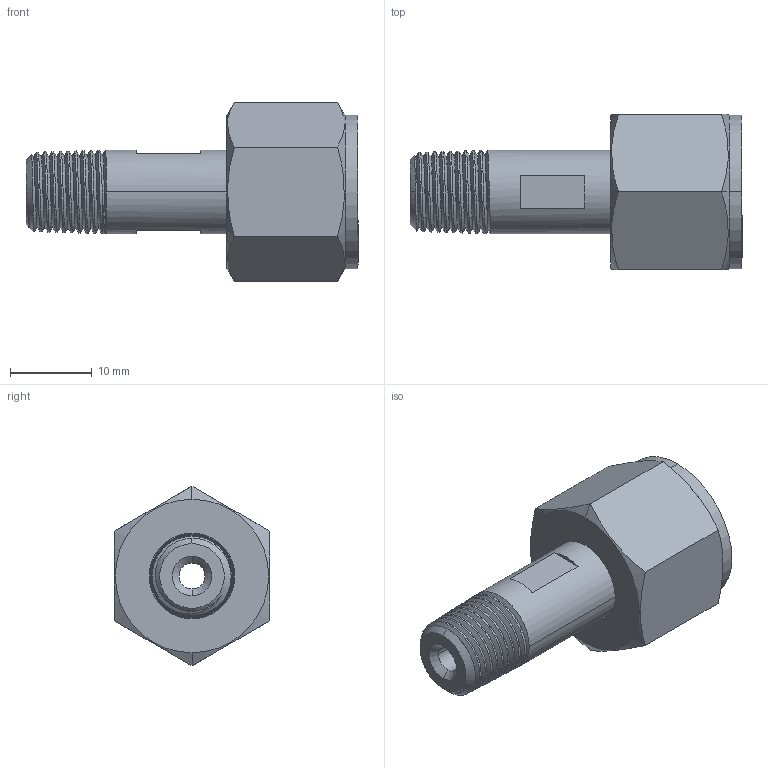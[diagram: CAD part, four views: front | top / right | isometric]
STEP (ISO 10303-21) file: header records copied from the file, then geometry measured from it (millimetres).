
FILE_DESCRIPTION (( 'STEP AP203' ), '1' );
FILE_NAME ('INL-180MO-2M-20F.STEP', '2025-10-10T18:04:27', ( '' ), ( '' ), 'SwSTEP 2.0', 'SolidWorks 2018', '' );
FILE_SCHEMA (( 'CONFIG_CONTROL_DESIGN' ));
Length unit declared in the file: inch
Products named in the file (4): INL-180MO-2M-20F; PRT-000151; PRT-001489; PRT-001488
Assembly tree (3 placements, depth 2):
  INL-180MO-2M-20F
    PRT-001488
    PRT-001489
    PRT-000151
Bounding box: 40.68 x 19.05 x 22 mm (x, y, z)
Volume: 4965.2 mm3; surface area: 4479.3 mm2
Topology: 3 solids, 3 shells, 200 faces, 586 edges, 410 vertices
Faces by surface type: plane 81, cone 43, bspline 40, cylinder 32, torus 4
Entity records: 15597 total; most frequent: CARTESIAN_POINT 10318, ORIENTED_EDGE 1172, DIRECTION 754, EDGE_CURVE 586, VERTEX_POINT 410, LINE 264, VECTOR 264, AXIS2_PLACEMENT_3D 245
